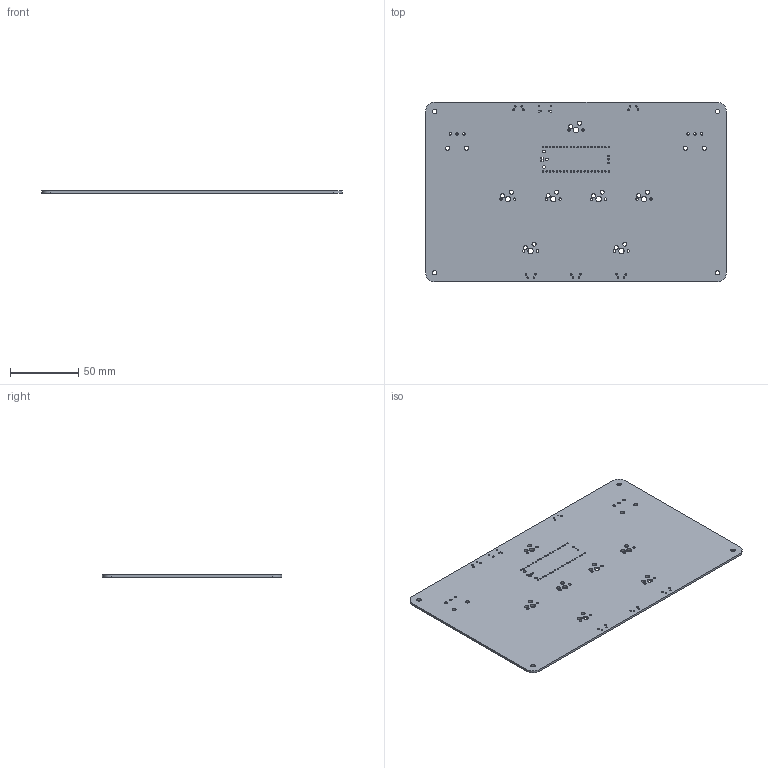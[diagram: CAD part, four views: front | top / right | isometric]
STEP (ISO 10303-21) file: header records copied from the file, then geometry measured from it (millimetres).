
FILE_DESCRIPTION(('KiCad electronic assembly'),'2;1');
FILE_NAME('Pocket-SDVX-Pico.step','2024-08-17T13:05:23',('Pcbnew'),( 'Kicad'),'Open CASCADE STEP processor 7.5','KiCad to STEP converter' ,'Unknown');
FILE_SCHEMA(('AUTOMOTIVE_DESIGN { 1 0 10303 214 1 1 1 1 }'));
Length unit declared in the file: millimetre
Products named in the file (2): Pocket-SDVX-Pico 1; _autosave-Pocket-SDVX-Pico PCB
Assembly tree (1 placements, depth 2):
  Pocket-SDVX-Pico 1
    _autosave-Pocket-SDVX-Pico PCB
Bounding box: 220.94 x 131.67 x 1.6 mm (x, y, z)
Volume: 45897.2 mm3; surface area: 59547.1 mm2
Topology: 1 solids, 1 shells, 154 faces, 456 edges, 304 vertices
Faces by surface type: cylinder 134, plane 20
Full cylindrical faces by diameter (mm): 0.65 x2, 0.99 x10, 1.02 x43, 1.3 x10, 1.75 x14, 1.803 x6, 2.1 x2, 2.9 x4, 3 x14, 3.2 x4, 3.988 x7
Entity records: 11775 total; most frequent: DIRECTION 1948, CARTESIAN_POINT 1828, ORIENTED_EDGE 912, PCURVE 912, DEFINITIONAL_REPRESENTATION 912, LINE 832, VECTOR 832, CIRCLE 536
